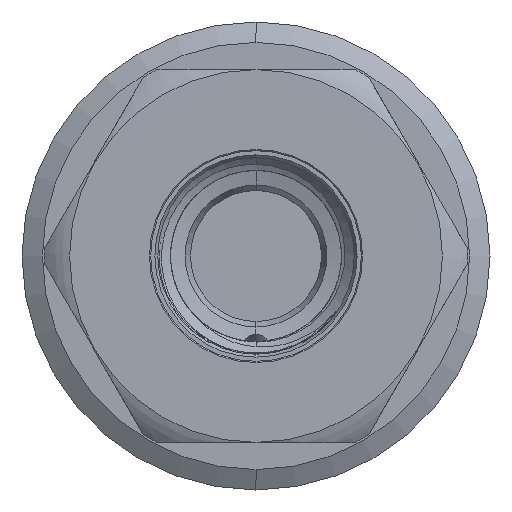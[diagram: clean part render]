
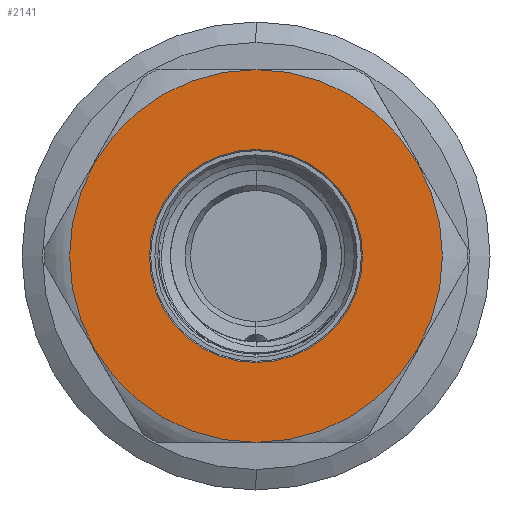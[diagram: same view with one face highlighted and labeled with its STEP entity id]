
A CAD part, left-side view. The second image highlights one B-rep face of the part: STEP entity #2141.
In plain terms, the highlighted planar face has unit normal (-1, 0, 0).
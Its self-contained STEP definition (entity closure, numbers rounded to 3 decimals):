
#788 = CIRCLE ( 'NONE', #8046, 15.8 ) ;
#1462 = CIRCLE ( 'NONE', #7998, 15.8 ) ;
#1855 = CIRCLE ( 'NONE', #8079, 9.03 ) ;
#2141 = ADVANCED_FACE ( 'NONE', ( #12485, #12476 ), #6471, .T. ) ;
#3832 = EDGE_LOOP ( 'NONE', ( #9943, #9608 ) ) ;
#3990 = EDGE_LOOP ( 'NONE', ( #9869, #9664 ) ) ;
#4447 = CARTESIAN_POINT ( 'NONE',  ( -19., 0., 0. ) ) ;
#4465 = DIRECTION ( 'NONE',  ( -1., 0., 0. ) ) ;
#4468 = DIRECTION ( 'NONE',  ( 0., 0., 1. ) ) ;
#6461 = CARTESIAN_POINT ( 'NONE',  ( -19., 27.453, -15.85 ) ) ;
#6471 = PLANE ( 'NONE',  #17157 ) ;
#6473 = DIRECTION ( 'NONE',  ( -1., 0., 0. ) ) ;
#6475 = DIRECTION ( 'NONE',  ( 0., 0., 1. ) ) ;
#7236 = EDGE_CURVE ( 'NONE', #11460, #11913, #1462, .T. ) ;
#7429 = EDGE_CURVE ( 'NONE', #11921, #11778, #1855, .T. ) ;
#7998 = AXIS2_PLACEMENT_3D ( 'NONE', #4447, #4465, #4468 ) ;
#8046 = AXIS2_PLACEMENT_3D ( 'NONE', #32004, #32005, #32006 ) ;
#8079 = AXIS2_PLACEMENT_3D ( 'NONE', #20087, #20049, #19993 ) ;
#8103 = AXIS2_PLACEMENT_3D ( 'NONE', #14492, #14493, #14494 ) ;
#9608 = ORIENTED_EDGE ( 'NONE', *, *, #27219, .T. ) ;
#9664 = ORIENTED_EDGE ( 'NONE', *, *, #7429, .F. ) ;
#9869 = ORIENTED_EDGE ( 'NONE', *, *, #26843, .F. ) ;
#9943 = ORIENTED_EDGE ( 'NONE', *, *, #7236, .T. ) ;
#11460 = VERTEX_POINT ( 'NONE', #38774 ) ;
#11778 = VERTEX_POINT ( 'NONE', #39150 ) ;
#11913 = VERTEX_POINT ( 'NONE', #38890 ) ;
#11921 = VERTEX_POINT ( 'NONE', #38513 ) ;
#12476 = FACE_OUTER_BOUND ( 'NONE', #3832, .T. ) ;
#12485 = FACE_BOUND ( 'NONE', #3990, .T. ) ;
#13012 = CIRCLE ( 'NONE', #8103, 9.03 ) ;
#14492 = CARTESIAN_POINT ( 'NONE',  ( -19., 0., 0. ) ) ;
#14493 = DIRECTION ( 'NONE',  ( -1., 0., 0. ) ) ;
#14494 = DIRECTION ( 'NONE',  ( 0., 0., 1. ) ) ;
#17157 = AXIS2_PLACEMENT_3D ( 'NONE', #6461, #6473, #6475 ) ;
#19993 = DIRECTION ( 'NONE',  ( 0., 0., 1. ) ) ;
#20049 = DIRECTION ( 'NONE',  ( -1., 0., 0. ) ) ;
#20087 = CARTESIAN_POINT ( 'NONE',  ( -19., 0., 0. ) ) ;
#26843 = EDGE_CURVE ( 'NONE', #11778, #11921, #13012, .T. ) ;
#27219 = EDGE_CURVE ( 'NONE', #11913, #11460, #788, .T. ) ;
#32004 = CARTESIAN_POINT ( 'NONE',  ( -19., 0., 0. ) ) ;
#32005 = DIRECTION ( 'NONE',  ( -1., 0., 0. ) ) ;
#32006 = DIRECTION ( 'NONE',  ( 0., 0., 1. ) ) ;
#38513 = CARTESIAN_POINT ( 'NONE',  ( -19., 0., -9.03 ) ) ;
#38774 = CARTESIAN_POINT ( 'NONE',  ( -19., 0., 15.8 ) ) ;
#38890 = CARTESIAN_POINT ( 'NONE',  ( -19., 0., -15.8 ) ) ;
#39150 = CARTESIAN_POINT ( 'NONE',  ( -19., 0., 9.03 ) ) ;
